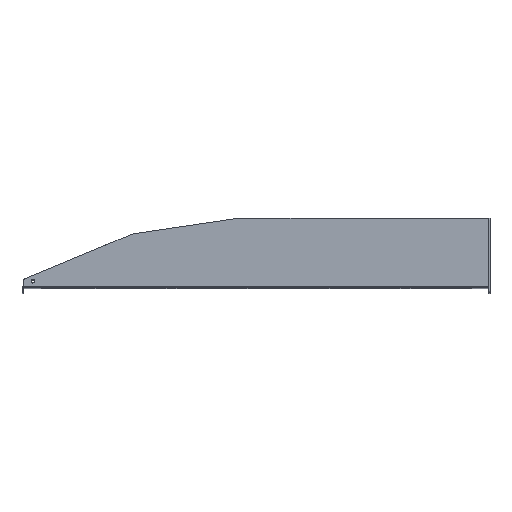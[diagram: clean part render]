
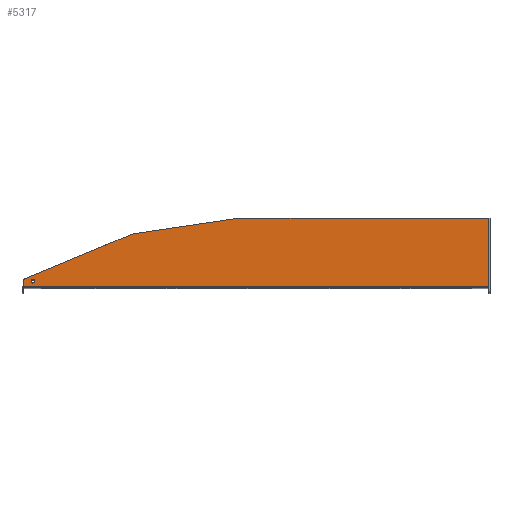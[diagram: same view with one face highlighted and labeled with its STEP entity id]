
A CAD part, top view. The second image highlights one B-rep face of the part: STEP entity #5317.
In plain terms, the highlighted planar face has unit normal (0, 0, 1).
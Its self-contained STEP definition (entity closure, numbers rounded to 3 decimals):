
#1433 = ORIENTED_EDGE ( 'NONE', *, *, #31977, .T. ) ;
#2402 = VECTOR ( 'NONE', #27443, 1000. ) ;
#2403 = LINE ( 'NONE', #8069, #19950 ) ;
#2889 = CARTESIAN_POINT ( 'NONE',  ( 0., 0., 274.55 ) ) ;
#2959 = ORIENTED_EDGE ( 'NONE', *, *, #10097, .F. ) ;
#3471 = VERTEX_POINT ( 'NONE', #9981 ) ;
#3836 = LINE ( 'NONE', #6581, #33045 ) ;
#4002 = DIRECTION ( 'NONE',  ( 0., -1., 0. ) ) ;
#4387 = ORIENTED_EDGE ( 'NONE', *, *, #23318, .T. ) ;
#4487 = CARTESIAN_POINT ( 'NONE',  ( -274.9, 6.836, 274.55 ) ) ;
#5317 = ADVANCED_FACE ( 'NONE', ( #29187, #16117 ), #26446, .F. ) ;
#5616 = VERTEX_POINT ( 'NONE', #19870 ) ;
#5632 = VERTEX_POINT ( 'NONE', #12819 ) ;
#5677 = VERTEX_POINT ( 'NONE', #13338 ) ;
#6099 = CARTESIAN_POINT ( 'NONE',  ( -264.15, 6.5, 274.55 ) ) ;
#6297 = VERTEX_POINT ( 'NONE', #6099 ) ;
#6298 = VERTEX_POINT ( 'NONE', #21579 ) ;
#6581 = CARTESIAN_POINT ( 'NONE',  ( -277.4, 0., 274.55 ) ) ;
#6966 = LINE ( 'NONE', #9887, #27115 ) ;
#8069 = CARTESIAN_POINT ( 'NONE',  ( -277.4, 8.5, 274.55 ) ) ;
#8194 = AXIS2_PLACEMENT_3D ( 'NONE', #13551, #28526, #29197 ) ;
#8573 = VERTEX_POINT ( 'NONE', #17533 ) ;
#8606 = LINE ( 'NONE', #8783, #18591 ) ;
#8609 = LINE ( 'NONE', #19093, #29299 ) ;
#8783 = CARTESIAN_POINT ( 'NONE',  ( -147.4, 62.9, 274.55 ) ) ;
#9017 = ORIENTED_EDGE ( 'NONE', *, *, #29130, .F. ) ;
#9862 = EDGE_CURVE ( 'NONE', #15191, #23082, #2403, .T. ) ;
#9887 = CARTESIAN_POINT ( 'NONE',  ( -277.4, 0.5, 274.55 ) ) ;
#9980 = EDGE_CURVE ( 'NONE', #6298, #3471, #24861, .T. ) ;
#9981 = CARTESIAN_POINT ( 'NONE',  ( 277.4, 81.4, 274.55 ) ) ;
#10097 = EDGE_CURVE ( 'NONE', #6298, #11913, #6966, .T. ) ;
#10196 = CARTESIAN_POINT ( 'NONE',  ( 276.9, 0.5, 274.55 ) ) ;
#10970 = DIRECTION ( 'NONE',  ( 0., -1., 0. ) ) ;
#11913 = VERTEX_POINT ( 'NONE', #10196 ) ;
#12819 = CARTESIAN_POINT ( 'NONE',  ( -24.378, 81.107, 274.55 ) ) ;
#13220 = VECTOR ( 'NONE', #30186, 1000. ) ;
#13338 = CARTESIAN_POINT ( 'NONE',  ( -268.65, 6.5, 274.55 ) ) ;
#13477 = EDGE_CURVE ( 'NONE', #15191, #33277, #20065, .T. ) ;
#13551 = CARTESIAN_POINT ( 'NONE',  ( -266.4, 6.5, 274.55 ) ) ;
#15070 = LINE ( 'NONE', #32483, #21820 ) ;
#15191 = VERTEX_POINT ( 'NONE', #19742 ) ;
#16117 = FACE_OUTER_BOUND ( 'NONE', #33838, .T. ) ;
#16237 = AXIS2_PLACEMENT_3D ( 'NONE', #22287, #22460, #23300 ) ;
#16398 = CARTESIAN_POINT ( 'NONE',  ( -145.422, 63.193, 274.55 ) ) ;
#17005 = DIRECTION ( 'NONE',  ( -0.997, -0.073, 0. ) ) ;
#17533 = CARTESIAN_POINT ( 'NONE',  ( -145.422, 63.193, 274.55 ) ) ;
#18591 = VECTOR ( 'NONE', #19253, 1000. ) ;
#18619 = CIRCLE ( 'NONE', #8194, 2.25 ) ;
#18969 = ORIENTED_EDGE ( 'NONE', *, *, #19393, .F. ) ;
#19093 = CARTESIAN_POINT ( 'NONE',  ( 0., 81.4, 274.55 ) ) ;
#19253 = DIRECTION ( 'NONE',  ( 0.989, 0.146, 0. ) ) ;
#19393 = EDGE_CURVE ( 'NONE', #8573, #5632, #8606, .T. ) ;
#19742 = CARTESIAN_POINT ( 'NONE',  ( -275.865, 9.142, 274.55 ) ) ;
#19870 = CARTESIAN_POINT ( 'NONE',  ( -20.4, 81.4, 274.55 ) ) ;
#19950 = VECTOR ( 'NONE', #30951, 1000. ) ;
#20065 = CIRCLE ( 'NONE', #22832, 2.5 ) ;
#20431 = CARTESIAN_POINT ( 'NONE',  ( -277.4, 6.836, 274.55 ) ) ;
#21313 = EDGE_CURVE ( 'NONE', #11913, #24133, #22605, .T. ) ;
#21389 = LINE ( 'NONE', #16398, #28736 ) ;
#21579 = CARTESIAN_POINT ( 'NONE',  ( 277.4, 0.5, 274.55 ) ) ;
#21621 = ORIENTED_EDGE ( 'NONE', *, *, #23864, .T. ) ;
#21718 = DIRECTION ( 'NONE',  ( -0.963, -0.268, 0. ) ) ;
#21820 = VECTOR ( 'NONE', #17005, 1000. ) ;
#22017 = DIRECTION ( 'NONE',  ( -1., 0., 0. ) ) ;
#22278 = EDGE_CURVE ( 'NONE', #33277, #24133, #3836, .T. ) ;
#22287 = CARTESIAN_POINT ( 'NONE',  ( -266.4, 6.5, 274.55 ) ) ;
#22336 = ORIENTED_EDGE ( 'NONE', *, *, #13477, .T. ) ;
#22460 = DIRECTION ( 'NONE',  ( 0., 0., 1. ) ) ;
#22605 = LINE ( 'NONE', #27433, #13220 ) ;
#22832 = AXIS2_PLACEMENT_3D ( 'NONE', #4487, #22881, #25465 ) ;
#22881 = DIRECTION ( 'NONE',  ( 0., 0., 1. ) ) ;
#23082 = VERTEX_POINT ( 'NONE', #29556 ) ;
#23300 = DIRECTION ( 'NONE',  ( 1., 0., 0. ) ) ;
#23318 = EDGE_CURVE ( 'NONE', #8573, #23082, #21389, .T. ) ;
#23864 = EDGE_CURVE ( 'NONE', #3471, #5616, #8609, .T. ) ;
#23880 = CARTESIAN_POINT ( 'NONE',  ( -277.4, 0.5, 274.55 ) ) ;
#24133 = VERTEX_POINT ( 'NONE', #23880 ) ;
#24861 = LINE ( 'NONE', #29683, #2402 ) ;
#25465 = DIRECTION ( 'NONE',  ( -1., 0., 0. ) ) ;
#26357 = EDGE_LOOP ( 'NONE', ( #31633, #9017 ) ) ;
#26446 = PLANE ( 'NONE',  #33333 ) ;
#26615 = DIRECTION ( 'NONE',  ( 0., 0., -1. ) ) ;
#27115 = VECTOR ( 'NONE', #33270, 1000. ) ;
#27433 = CARTESIAN_POINT ( 'NONE',  ( -277.4, 0.5, 274.55 ) ) ;
#27443 = DIRECTION ( 'NONE',  ( 0., 1., 0. ) ) ;
#28526 = DIRECTION ( 'NONE',  ( 0., 0., 1. ) ) ;
#28736 = VECTOR ( 'NONE', #21718, 1000. ) ;
#29130 = EDGE_CURVE ( 'NONE', #5677, #6297, #18619, .T. ) ;
#29187 = FACE_BOUND ( 'NONE', #26357, .T. ) ;
#29197 = DIRECTION ( 'NONE',  ( 1., 0., 0. ) ) ;
#29299 = VECTOR ( 'NONE', #22017, 1000. ) ;
#29556 = CARTESIAN_POINT ( 'NONE',  ( -149.245, 62.128, 274.55 ) ) ;
#29683 = CARTESIAN_POINT ( 'NONE',  ( 277.4, 0., 274.55 ) ) ;
#30117 = ORIENTED_EDGE ( 'NONE', *, *, #21313, .F. ) ;
#30186 = DIRECTION ( 'NONE',  ( -1., 0., 0. ) ) ;
#30788 = EDGE_CURVE ( 'NONE', #6297, #5677, #32158, .T. ) ;
#30951 = DIRECTION ( 'NONE',  ( 0.922, 0.386, 0. ) ) ;
#31633 = ORIENTED_EDGE ( 'NONE', *, *, #30788, .F. ) ;
#31977 = EDGE_CURVE ( 'NONE', #5616, #5632, #15070, .T. ) ;
#32158 = CIRCLE ( 'NONE', #16237, 2.25 ) ;
#32195 = ORIENTED_EDGE ( 'NONE', *, *, #9862, .F. ) ;
#32483 = CARTESIAN_POINT ( 'NONE',  ( -20.4, 81.4, 274.55 ) ) ;
#33045 = VECTOR ( 'NONE', #4002, 1000. ) ;
#33270 = DIRECTION ( 'NONE',  ( -1., 0., 0. ) ) ;
#33277 = VERTEX_POINT ( 'NONE', #20431 ) ;
#33333 = AXIS2_PLACEMENT_3D ( 'NONE', #2889, #26615, #10970 ) ;
#33838 = EDGE_LOOP ( 'NONE', ( #18969, #4387, #32195, #22336, #33976, #30117, #2959, #34019, #21621, #1433 ) ) ;
#33976 = ORIENTED_EDGE ( 'NONE', *, *, #22278, .T. ) ;
#34019 = ORIENTED_EDGE ( 'NONE', *, *, #9980, .T. ) ;
